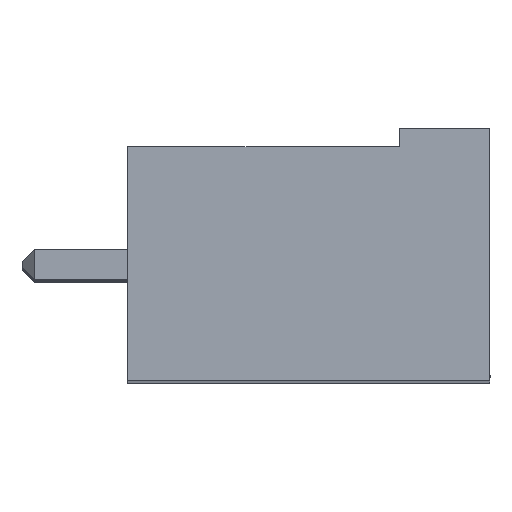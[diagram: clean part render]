
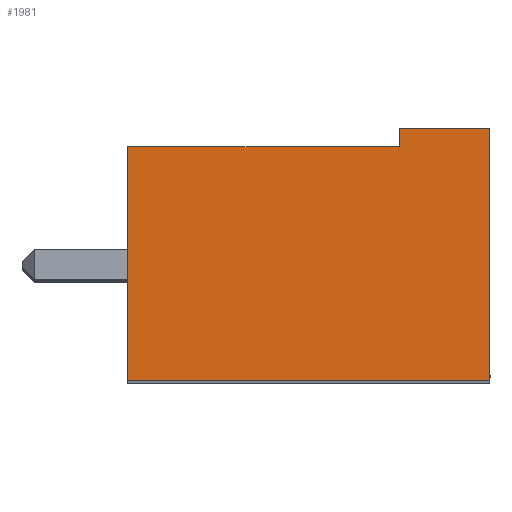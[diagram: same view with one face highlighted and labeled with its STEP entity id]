
A CAD part, top view. The second image highlights one B-rep face of the part: STEP entity #1981.
In plain terms, the highlighted planar face has unit normal (0, 0, 1).
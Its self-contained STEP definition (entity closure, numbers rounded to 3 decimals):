
#22 = EDGE_CURVE ( 'NONE', #5634, #1107, #3936, .T. ) ;
#42 = CARTESIAN_POINT ( 'NONE',  ( 10.5, 8.35, 52.72 ) ) ;
#175 = DIRECTION ( 'NONE',  ( 0., 0., 1. ) ) ;
#212 = ORIENTED_EDGE ( 'NONE', *, *, #2238, .F. ) ;
#526 = AXIS2_PLACEMENT_3D ( 'NONE', #5876, #175, #4902 ) ;
#570 = CARTESIAN_POINT ( 'NONE',  ( 9., 8.35, 52.72 ) ) ;
#739 = ORIENTED_EDGE ( 'NONE', *, *, #2996, .T. ) ;
#796 = DIRECTION ( 'NONE',  ( 0., -1., 0. ) ) ;
#889 = CARTESIAN_POINT ( 'NONE',  ( 12., 8.35, 52.72 ) ) ;
#947 = EDGE_CURVE ( 'NONE', #4037, #2818, #4307, .T. ) ;
#1041 = ORIENTED_EDGE ( 'NONE', *, *, #947, .T. ) ;
#1107 = VERTEX_POINT ( 'NONE', #1665 ) ;
#1113 = EDGE_LOOP ( 'NONE', ( #5561, #2301, #4891, #1041, #212, #739 ) ) ;
#1299 = DIRECTION ( 'NONE',  ( 0., 1., 0. ) ) ;
#1417 = DIRECTION ( 'NONE',  ( -1., 0., 0. ) ) ;
#1665 = CARTESIAN_POINT ( 'NONE',  ( 0., 0., 52.72 ) ) ;
#1856 = LINE ( 'NONE', #889, #3855 ) ;
#1928 = VECTOR ( 'NONE', #1299, 1000. ) ;
#1981 = ADVANCED_FACE ( 'NONE', ( #3012 ), #1991, .T. ) ;
#1991 = PLANE ( 'NONE',  #526 ) ;
#2054 = VECTOR ( 'NONE', #4983, 1000. ) ;
#2238 = EDGE_CURVE ( 'NONE', #4448, #2818, #3803, .T. ) ;
#2301 = ORIENTED_EDGE ( 'NONE', *, *, #22, .F. ) ;
#2477 = VERTEX_POINT ( 'NONE', #4460 ) ;
#2559 = DIRECTION ( 'NONE',  ( -1., 0., 0. ) ) ;
#2655 = EDGE_CURVE ( 'NONE', #4037, #5634, #1856, .T. ) ;
#2818 = VERTEX_POINT ( 'NONE', #570 ) ;
#2996 = EDGE_CURVE ( 'NONE', #4448, #2477, #4194, .T. ) ;
#3012 = FACE_OUTER_BOUND ( 'NONE', #1113, .T. ) ;
#3383 = CARTESIAN_POINT ( 'NONE',  ( 0., 0., 52.72 ) ) ;
#3633 = CARTESIAN_POINT ( 'NONE',  ( 9., 7.75, 52.72 ) ) ;
#3711 = CARTESIAN_POINT ( 'NONE',  ( 9., 7.75, 52.72 ) ) ;
#3761 = LINE ( 'NONE', #3383, #6084 ) ;
#3803 = LINE ( 'NONE', #3711, #1928 ) ;
#3814 = VECTOR ( 'NONE', #2559, 1000. ) ;
#3855 = VECTOR ( 'NONE', #796, 1000. ) ;
#3889 = DIRECTION ( 'NONE',  ( 0., 1., 0. ) ) ;
#3936 = LINE ( 'NONE', #4416, #3814 ) ;
#4037 = VERTEX_POINT ( 'NONE', #5433 ) ;
#4194 = LINE ( 'NONE', #5393, #2054 ) ;
#4201 = CARTESIAN_POINT ( 'NONE',  ( 12., 0., 52.72 ) ) ;
#4307 = LINE ( 'NONE', #42, #5429 ) ;
#4416 = CARTESIAN_POINT ( 'NONE',  ( 12., 0., 52.72 ) ) ;
#4448 = VERTEX_POINT ( 'NONE', #3633 ) ;
#4460 = CARTESIAN_POINT ( 'NONE',  ( 0., 7.75, 52.72 ) ) ;
#4891 = ORIENTED_EDGE ( 'NONE', *, *, #2655, .F. ) ;
#4902 = DIRECTION ( 'NONE',  ( 1., 0., 0. ) ) ;
#4983 = DIRECTION ( 'NONE',  ( -1., 0., 0. ) ) ;
#5393 = CARTESIAN_POINT ( 'NONE',  ( 10.5, 7.75, 52.72 ) ) ;
#5429 = VECTOR ( 'NONE', #1417, 1000. ) ;
#5433 = CARTESIAN_POINT ( 'NONE',  ( 12., 8.35, 52.72 ) ) ;
#5561 = ORIENTED_EDGE ( 'NONE', *, *, #6043, .F. ) ;
#5634 = VERTEX_POINT ( 'NONE', #4201 ) ;
#5876 = CARTESIAN_POINT ( 'NONE',  ( 10.5, 8.05, 52.72 ) ) ;
#6043 = EDGE_CURVE ( 'NONE', #1107, #2477, #3761, .T. ) ;
#6084 = VECTOR ( 'NONE', #3889, 1000. ) ;
